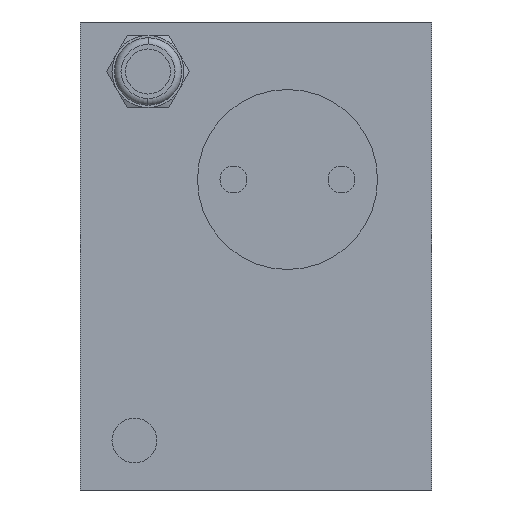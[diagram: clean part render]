
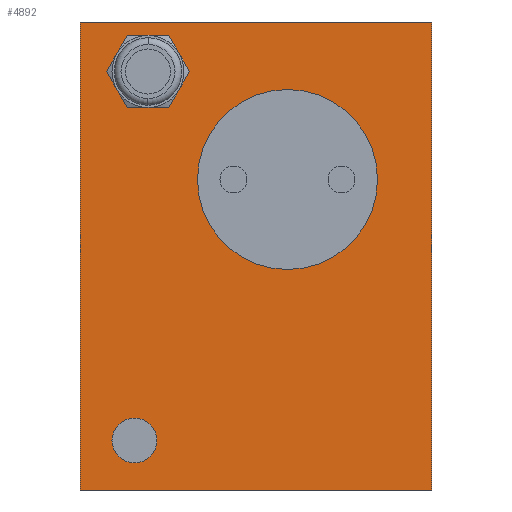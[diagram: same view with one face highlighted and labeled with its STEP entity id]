
A CAD part, left-side view. The second image highlights one B-rep face of the part: STEP entity #4892.
In plain terms, the highlighted planar face has unit normal (-1, 0, 0).
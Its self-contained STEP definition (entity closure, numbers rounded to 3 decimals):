
#17=DIRECTION('',(0.,-1.,0.));
#18=VECTOR('',#17,39.);
#19=CARTESIAN_POINT('',(0.,39.,0.));
#20=LINE('',#19,#18);
#559=DIRECTION('',(0.,0.,1.));
#560=VECTOR('',#559,52.);
#561=CARTESIAN_POINT('',(0.,39.,-52.));
#562=LINE('',#561,#560);
#603=DIRECTION('',(0.,-1.,0.));
#604=VECTOR('',#603,39.);
#605=CARTESIAN_POINT('',(0.,39.,-52.));
#606=LINE('',#605,#604);
#607=DIRECTION('',(0.,0.,1.));
#608=VECTOR('',#607,52.);
#609=CARTESIAN_POINT('',(0.,0.,-52.));
#610=LINE('',#609,#608);
#611=CARTESIAN_POINT('',(0.,16.,-17.5));
#612=DIRECTION('',(1.,0.,0.));
#613=DIRECTION('',(0.,0.,-1.));
#614=AXIS2_PLACEMENT_3D('',#611,#612,#613);
#616=CARTESIAN_POINT('',(0.,16.,-17.5));
#617=DIRECTION('',(1.,0.,0.));
#618=DIRECTION('',(0.,0.,1.));
#619=AXIS2_PLACEMENT_3D('',#616,#617,#618);
#621=CARTESIAN_POINT('',(0.,33.,-46.5));
#622=DIRECTION('',(1.,0.,0.));
#623=DIRECTION('',(0.,0.,-1.));
#624=AXIS2_PLACEMENT_3D('',#621,#622,#623);
#626=CARTESIAN_POINT('',(0.,33.,-46.5));
#627=DIRECTION('',(1.,0.,0.));
#628=DIRECTION('',(0.,0.,1.));
#629=AXIS2_PLACEMENT_3D('',#626,#627,#628);
#631=CARTESIAN_POINT('',(0.,31.5,-5.5));
#632=DIRECTION('',(-1.,0.,0.));
#633=DIRECTION('',(0.,-0.866,0.5));
#634=AXIS2_PLACEMENT_3D('',#631,#632,#633);
#636=CARTESIAN_POINT('',(0.,31.5,-5.5));
#637=DIRECTION('',(-1.,0.,0.));
#638=DIRECTION('',(0.,0.,1.));
#639=AXIS2_PLACEMENT_3D('',#636,#637,#638);
#641=CARTESIAN_POINT('',(0.,31.5,-5.5));
#642=DIRECTION('',(-1.,0.,0.));
#643=DIRECTION('',(0.,0.866,0.5));
#644=AXIS2_PLACEMENT_3D('',#641,#642,#643);
#646=CARTESIAN_POINT('',(0.,31.5,-5.5));
#647=DIRECTION('',(-1.,0.,0.));
#648=DIRECTION('',(0.,0.866,-0.5));
#649=AXIS2_PLACEMENT_3D('',#646,#647,#648);
#651=CARTESIAN_POINT('',(0.,31.5,-5.5));
#652=DIRECTION('',(-1.,0.,0.));
#653=DIRECTION('',(0.,0.,-1.));
#654=AXIS2_PLACEMENT_3D('',#651,#652,#653);
#656=CARTESIAN_POINT('',(0.,31.5,-5.5));
#657=DIRECTION('',(-1.,0.,0.));
#658=DIRECTION('',(0.,-0.866,-0.5));
#659=AXIS2_PLACEMENT_3D('',#656,#657,#658);
#3435=CARTESIAN_POINT('',(0.,0.,-52.));
#3436=VERTEX_POINT('',#3435);
#3437=CARTESIAN_POINT('',(0.,39.,-52.));
#3438=VERTEX_POINT('',#3437);
#3459=CARTESIAN_POINT('',(0.,0.,0.));
#3460=VERTEX_POINT('',#3459);
#3465=CARTESIAN_POINT('',(0.,39.,0.));
#3466=VERTEX_POINT('',#3465);
#3467=CARTESIAN_POINT('',(0.,16.,-27.5));
#3468=CARTESIAN_POINT('',(0.,16.,-7.5));
#3469=VERTEX_POINT('',#3467);
#3470=VERTEX_POINT('',#3468);
#3471=CARTESIAN_POINT('',(0.,33.,-49.));
#3472=CARTESIAN_POINT('',(0.,33.,-44.));
#3473=VERTEX_POINT('',#3471);
#3474=VERTEX_POINT('',#3472);
#4321=CARTESIAN_POINT('',(0.,28.036,-3.5));
#4322=CARTESIAN_POINT('',(0.,31.5,-1.5));
#4323=VERTEX_POINT('',#4321);
#4324=VERTEX_POINT('',#4322);
#4325=CARTESIAN_POINT('',(0.,34.964,-7.5));
#4326=CARTESIAN_POINT('',(0.,31.5,-9.5));
#4327=VERTEX_POINT('',#4325);
#4328=VERTEX_POINT('',#4326);
#4329=CARTESIAN_POINT('',(0.,28.036,-7.5));
#4330=VERTEX_POINT('',#4329);
#4331=CARTESIAN_POINT('',(0.,34.964,-3.5));
#4332=VERTEX_POINT('',#4331);
#4854=CARTESIAN_POINT('',(0.,19.5,-26.));
#4855=DIRECTION('',(1.,0.,0.));
#4856=DIRECTION('',(0.,-1.,0.));
#4857=AXIS2_PLACEMENT_3D('',#4854,#4855,#4856);
#4858=PLANE('',#4857);
#4859=ORIENTED_EDGE('',*,*,#4739,.F.);
#4860=ORIENTED_EDGE('',*,*,#4825,.T.);
#4861=ORIENTED_EDGE('',*,*,#4360,.T.);
#4863=ORIENTED_EDGE('',*,*,#4862,.F.);
#4864=EDGE_LOOP('',(#4859,#4860,#4861,#4863));
#4865=FACE_OUTER_BOUND('',#4864,.F.);
#4867=ORIENTED_EDGE('',*,*,#4866,.F.);
#4869=ORIENTED_EDGE('',*,*,#4868,.F.);
#4870=EDGE_LOOP('',(#4867,#4869));
#4871=FACE_BOUND('',#4870,.F.);
#4873=ORIENTED_EDGE('',*,*,#4872,.F.);
#4875=ORIENTED_EDGE('',*,*,#4874,.F.);
#4876=EDGE_LOOP('',(#4873,#4875));
#4877=FACE_BOUND('',#4876,.F.);
#4879=ORIENTED_EDGE('',*,*,#4878,.T.);
#4881=ORIENTED_EDGE('',*,*,#4880,.T.);
#4883=ORIENTED_EDGE('',*,*,#4882,.T.);
#4885=ORIENTED_EDGE('',*,*,#4884,.T.);
#4887=ORIENTED_EDGE('',*,*,#4886,.T.);
#4889=ORIENTED_EDGE('',*,*,#4888,.T.);
#4890=EDGE_LOOP('',(#4879,#4881,#4883,#4885,#4887,#4889));
#4891=FACE_BOUND('',#4890,.F.);
#4892=ADVANCED_FACE('',(#4865,#4871,#4877,#4891),#4858,.F.);
#615=CIRCLE('',#614,10.);
#620=CIRCLE('',#619,10.);
#625=CIRCLE('',#624,2.5);
#630=CIRCLE('',#629,2.5);
#635=CIRCLE('',#634,4.);
#640=CIRCLE('',#639,4.);
#645=CIRCLE('',#644,4.);
#650=CIRCLE('',#649,4.);
#655=CIRCLE('',#654,4.);
#660=CIRCLE('',#659,4.);
#4360=EDGE_CURVE('',#3466,#3460,#20,.T.);
#4739=EDGE_CURVE('',#3438,#3436,#606,.T.);
#4825=EDGE_CURVE('',#3438,#3466,#562,.T.);
#4862=EDGE_CURVE('',#3436,#3460,#610,.T.);
#4866=EDGE_CURVE('',#3469,#3470,#615,.T.);
#4868=EDGE_CURVE('',#3470,#3469,#620,.T.);
#4872=EDGE_CURVE('',#3473,#3474,#625,.T.);
#4874=EDGE_CURVE('',#3474,#3473,#630,.T.);
#4878=EDGE_CURVE('',#4323,#4324,#635,.T.);
#4880=EDGE_CURVE('',#4324,#4332,#640,.T.);
#4882=EDGE_CURVE('',#4332,#4327,#645,.T.);
#4884=EDGE_CURVE('',#4327,#4328,#650,.T.);
#4886=EDGE_CURVE('',#4328,#4330,#655,.T.);
#4888=EDGE_CURVE('',#4330,#4323,#660,.T.);
